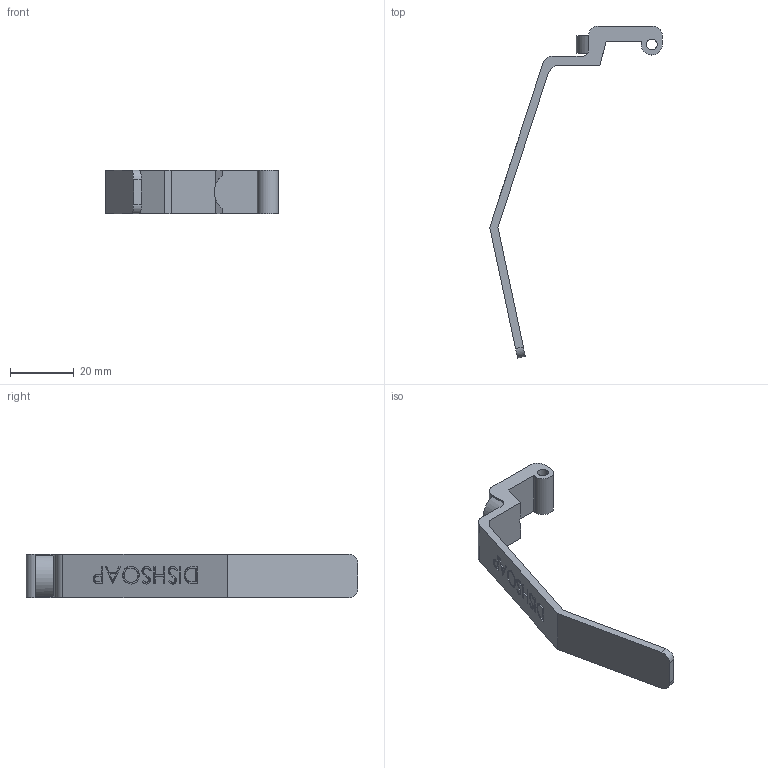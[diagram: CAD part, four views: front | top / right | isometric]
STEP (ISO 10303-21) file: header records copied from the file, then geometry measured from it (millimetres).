
FILE_DESCRIPTION (( 'STEP AP214' ), '1' );
FILE_NAME ('TPUSpoon Curved.STEP', '2024-12-19T16:53:52', ( '' ), ( '' ), 'SwSTEP 2.0', 'SolidWorks 2022', '' );
FILE_SCHEMA (( 'AUTOMOTIVE_DESIGN' ));
Length unit declared in the file: millimetre
Products named in the file (1): TPUSpoon Curved
Bounding box: 54.22 x 104.32 x 13.8 mm (x, y, z)
Volume: 5990.6 mm3; surface area: 5265.8 mm2
Topology: 1 solids, 1 shells, 141 faces, 383 edges, 254 vertices
Faces by surface type: plane 77, bspline 51, cylinder 13
Entity records: 7087 total; most frequent: CARTESIAN_POINT 3824, ORIENTED_EDGE 766, DIRECTION 483, EDGE_CURVE 383, VERTEX_POINT 254, VECTOR 249, LINE 249, EDGE_LOOP 155
